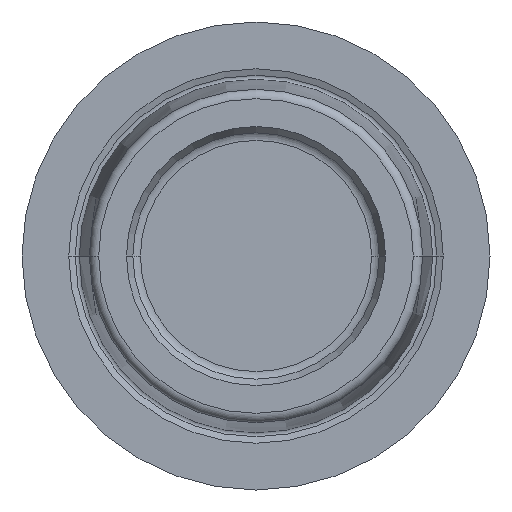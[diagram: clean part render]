
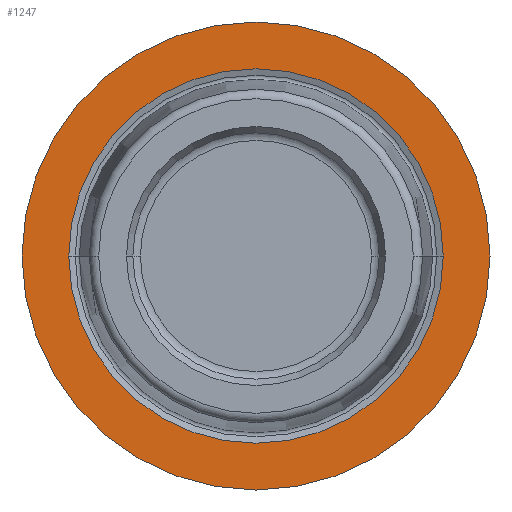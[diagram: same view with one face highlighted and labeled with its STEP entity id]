
A CAD part, left-side view. The second image highlights one B-rep face of the part: STEP entity #1247.
In plain terms, the highlighted planar face has unit normal (-1, 0, 0).
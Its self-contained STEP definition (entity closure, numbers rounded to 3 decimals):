
#294=CARTESIAN_POINT('',(0.,0.,0.));
#295=DIRECTION('',(1.,0.,0.));
#296=DIRECTION('',(0.,1.,0.));
#297=AXIS2_PLACEMENT_3D('',#294,#295,#296);
#299=CARTESIAN_POINT('',(0.,0.,0.));
#300=DIRECTION('',(-1.,0.,0.));
#301=DIRECTION('',(0.,1.,0.));
#302=AXIS2_PLACEMENT_3D('',#299,#300,#301);
#304=CARTESIAN_POINT('',(0.,0.,0.));
#305=DIRECTION('',(-1.,0.,0.));
#306=DIRECTION('',(0.,-1.,0.));
#307=AXIS2_PLACEMENT_3D('',#304,#305,#306);
#309=CARTESIAN_POINT('',(0.,0.,0.));
#310=DIRECTION('',(-1.,0.,0.));
#311=DIRECTION('',(0.,1.,0.));
#312=AXIS2_PLACEMENT_3D('',#309,#310,#311);
#660=CARTESIAN_POINT('',(0.,-16.004,0.));
#661=VERTEX_POINT('',#660);
#662=CARTESIAN_POINT('',(0.,16.004,0.));
#663=VERTEX_POINT('',#662);
#712=CARTESIAN_POINT('',(0.,20.,0.));
#713=CARTESIAN_POINT('',(0.,-20.,0.));
#714=VERTEX_POINT('',#712);
#715=VERTEX_POINT('',#713);
#1232=CARTESIAN_POINT('',(0.,0.,0.));
#1233=DIRECTION('',(1.,0.,0.));
#1234=DIRECTION('',(0.,-1.,0.));
#1235=AXIS2_PLACEMENT_3D('',#1232,#1233,#1234);
#1236=PLANE('',#1235);
#1238=ORIENTED_EDGE('',*,*,#1237,.T.);
#1240=ORIENTED_EDGE('',*,*,#1239,.F.);
#1241=EDGE_LOOP('',(#1238,#1240));
#1242=FACE_OUTER_BOUND('',#1241,.F.);
#1243=ORIENTED_EDGE('',*,*,#1214,.T.);
#1244=ORIENTED_EDGE('',*,*,#1225,.T.);
#1245=EDGE_LOOP('',(#1243,#1244));
#1246=FACE_BOUND('',#1245,.F.);
#1247=ADVANCED_FACE('',(#1242,#1246),#1236,.F.);
#298=CIRCLE('',#297,20.);
#303=CIRCLE('',#302,20.);
#308=CIRCLE('',#307,16.004);
#313=CIRCLE('',#312,16.004);
#1214=EDGE_CURVE('',#661,#663,#308,.T.);
#1225=EDGE_CURVE('',#663,#661,#313,.T.);
#1237=EDGE_CURVE('',#714,#715,#298,.T.);
#1239=EDGE_CURVE('',#714,#715,#303,.T.);
